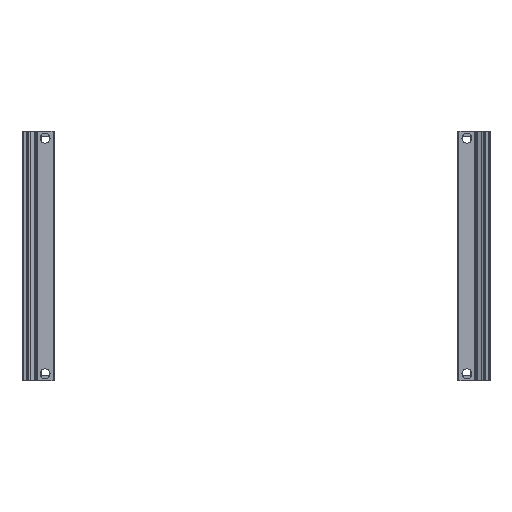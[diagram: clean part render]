
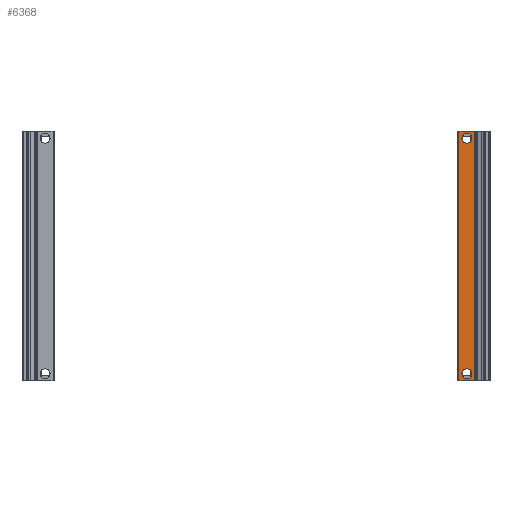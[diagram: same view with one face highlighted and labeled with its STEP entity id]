
A CAD part, left-side view. The second image highlights one B-rep face of the part: STEP entity #6368.
In plain terms, the highlighted face is planar.
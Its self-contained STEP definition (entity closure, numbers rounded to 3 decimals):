
#34 = LINE ( 'NONE', #3182, #4399 ) ;
#68 = CIRCLE ( 'NONE', #5500, 6.5 ) ;
#96 = LINE ( 'NONE', #6493, #10115 ) ;
#122 = EDGE_CURVE ( 'NONE', #3094, #8948, #6899, .T. ) ;
#329 = CARTESIAN_POINT ( 'NONE',  ( 42.5, -2., 325. ) ) ;
#361 = DIRECTION ( 'NONE',  ( 1., 0., 0. ) ) ;
#386 = ORIENTED_EDGE ( 'NONE', *, *, #3018, .F. ) ;
#578 = DIRECTION ( 'NONE',  ( 0., 0., 1. ) ) ;
#670 = CIRCLE ( 'NONE', #8576, 6.5 ) ;
#993 = LINE ( 'NONE', #4195, #10092 ) ;
#1087 = CARTESIAN_POINT ( 'NONE',  ( 42.5, -12.5, 9. ) ) ;
#1352 = CARTESIAN_POINT ( 'NONE',  ( 42.5, -12.5, 9. ) ) ;
#1441 = EDGE_CURVE ( 'NONE', #9981, #8747, #3661, .T. ) ;
#1456 = ORIENTED_EDGE ( 'NONE', *, *, #7634, .T. ) ;
#1552 = EDGE_CURVE ( 'NONE', #8607, #4003, #993, .T. ) ;
#1812 = CARTESIAN_POINT ( 'NONE',  ( 42.5, -22.5, 325. ) ) ;
#1835 = CARTESIAN_POINT ( 'NONE',  ( 42.5, -12.5, 316. ) ) ;
#2099 = EDGE_CURVE ( 'NONE', #8747, #9981, #670, .T. ) ;
#2509 = FACE_BOUND ( 'NONE', #9494, .T. ) ;
#2583 = VECTOR ( 'NONE', #6604, 1000. ) ;
#2776 = AXIS2_PLACEMENT_3D ( 'NONE', #6857, #9184, #7729 ) ;
#2778 = VERTEX_POINT ( 'NONE', #1812 ) ;
#3018 = EDGE_CURVE ( 'NONE', #4003, #9887, #5105, .T. ) ;
#3059 = ORIENTED_EDGE ( 'NONE', *, *, #3420, .T. ) ;
#3094 = VERTEX_POINT ( 'NONE', #8546 ) ;
#3182 = CARTESIAN_POINT ( 'NONE',  ( 42.5, -22.5, 325. ) ) ;
#3263 = CARTESIAN_POINT ( 'NONE',  ( 42.5, -2., 0. ) ) ;
#3316 = DIRECTION ( 'NONE',  ( 0., 0., -1. ) ) ;
#3420 = EDGE_CURVE ( 'NONE', #2778, #9887, #34, .T. ) ;
#3613 = DIRECTION ( 'NONE',  ( 0., 0., 1. ) ) ;
#3661 = CIRCLE ( 'NONE', #5303, 6.5 ) ;
#4003 = VERTEX_POINT ( 'NONE', #3263 ) ;
#4014 = DIRECTION ( 'NONE',  ( 0., 0., -1. ) ) ;
#4164 = DIRECTION ( 'NONE',  ( 1., 0., 0. ) ) ;
#4195 = CARTESIAN_POINT ( 'NONE',  ( 42.5, -2., 325. ) ) ;
#4399 = VECTOR ( 'NONE', #6329, 1000. ) ;
#4501 = DIRECTION ( 'NONE',  ( 1., 0., 0. ) ) ;
#4746 = ORIENTED_EDGE ( 'NONE', *, *, #1441, .F. ) ;
#5105 = LINE ( 'NONE', #9076, #2583 ) ;
#5303 = AXIS2_PLACEMENT_3D ( 'NONE', #1352, #4501, #578 ) ;
#5492 = ORIENTED_EDGE ( 'NONE', *, *, #1552, .F. ) ;
#5500 = AXIS2_PLACEMENT_3D ( 'NONE', #1835, #4164, #6591 ) ;
#5560 = FACE_OUTER_BOUND ( 'NONE', #5899, .T. ) ;
#5625 = CARTESIAN_POINT ( 'NONE',  ( 42.5, -12.5, 15.5 ) ) ;
#5665 = CARTESIAN_POINT ( 'NONE',  ( 42.5, 0., 325. ) ) ;
#5899 = EDGE_LOOP ( 'NONE', ( #386, #5492, #1456, #3059 ) ) ;
#6310 = ORIENTED_EDGE ( 'NONE', *, *, #2099, .F. ) ;
#6329 = DIRECTION ( 'NONE',  ( 0., 0., -1. ) ) ;
#6368 = ADVANCED_FACE ( 'NONE', ( #8762, #2509, #5560 ), #7214, .T. ) ;
#6493 = CARTESIAN_POINT ( 'NONE',  ( 42.5, 0., 325. ) ) ;
#6591 = DIRECTION ( 'NONE',  ( 0., 0., -1. ) ) ;
#6604 = DIRECTION ( 'NONE',  ( 0., -1., 0. ) ) ;
#6724 = ORIENTED_EDGE ( 'NONE', *, *, #122, .F. ) ;
#6744 = CARTESIAN_POINT ( 'NONE',  ( 42.5, -12.5, 2.5 ) ) ;
#6857 = CARTESIAN_POINT ( 'NONE',  ( 42.5, -12.5, 316. ) ) ;
#6899 = CIRCLE ( 'NONE', #2776, 6.5 ) ;
#7105 = DIRECTION ( 'NONE',  ( 1., 0., 0. ) ) ;
#7214 = PLANE ( 'NONE',  #8439 ) ;
#7634 = EDGE_CURVE ( 'NONE', #8607, #2778, #96, .T. ) ;
#7729 = DIRECTION ( 'NONE',  ( 0., 0., -1. ) ) ;
#8198 = EDGE_CURVE ( 'NONE', #8948, #3094, #68, .T. ) ;
#8439 = AXIS2_PLACEMENT_3D ( 'NONE', #5665, #7105, #4014 ) ;
#8546 = CARTESIAN_POINT ( 'NONE',  ( 42.5, -12.5, 309.5 ) ) ;
#8576 = AXIS2_PLACEMENT_3D ( 'NONE', #1087, #361, #3613 ) ;
#8607 = VERTEX_POINT ( 'NONE', #329 ) ;
#8747 = VERTEX_POINT ( 'NONE', #5625 ) ;
#8762 = FACE_BOUND ( 'NONE', #9712, .T. ) ;
#8865 = CARTESIAN_POINT ( 'NONE',  ( 42.5, -22.5, 0. ) ) ;
#8948 = VERTEX_POINT ( 'NONE', #9116 ) ;
#9076 = CARTESIAN_POINT ( 'NONE',  ( 42.5, 0., 0. ) ) ;
#9116 = CARTESIAN_POINT ( 'NONE',  ( 42.5, -12.5, 322.5 ) ) ;
#9184 = DIRECTION ( 'NONE',  ( 1., 0., 0. ) ) ;
#9494 = EDGE_LOOP ( 'NONE', ( #6724, #10066 ) ) ;
#9646 = DIRECTION ( 'NONE',  ( 0., -1., 0. ) ) ;
#9712 = EDGE_LOOP ( 'NONE', ( #4746, #6310 ) ) ;
#9887 = VERTEX_POINT ( 'NONE', #8865 ) ;
#9981 = VERTEX_POINT ( 'NONE', #6744 ) ;
#10066 = ORIENTED_EDGE ( 'NONE', *, *, #8198, .F. ) ;
#10092 = VECTOR ( 'NONE', #3316, 1000. ) ;
#10115 = VECTOR ( 'NONE', #9646, 1000. ) ;
